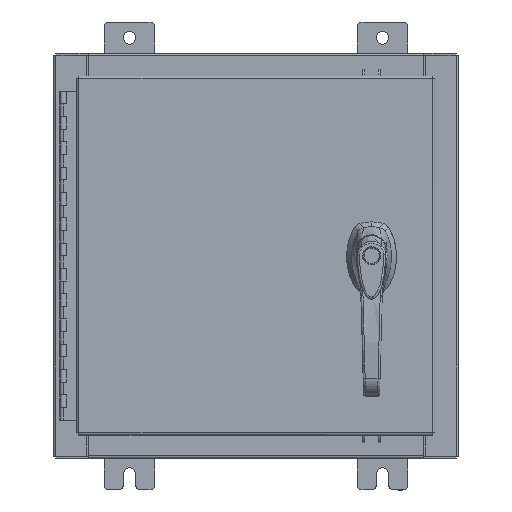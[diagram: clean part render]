
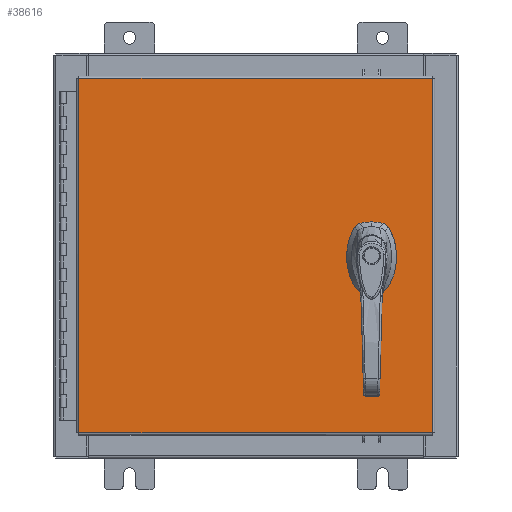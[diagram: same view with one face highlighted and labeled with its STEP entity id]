
A CAD part, top view. The second image highlights one B-rep face of the part: STEP entity #38616.
In plain terms, the highlighted planar face has unit normal (0, 0, 1).
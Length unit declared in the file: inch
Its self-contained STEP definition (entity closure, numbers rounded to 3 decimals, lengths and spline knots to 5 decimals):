
#580 = ORIENTED_EDGE ( 'NONE', *, *, #17473, .T. ) ;
#614 = AXIS2_PLACEMENT_3D ( 'NONE', #20654, #77809, #28884 ) ;
#838 = VECTOR ( 'NONE', #6116, 39.37008 ) ;
#1163 = CARTESIAN_POINT ( 'NONE',  ( 0., -0.403, 0. ) ) ;
#1180 = DIRECTION ( 'NONE',  ( 0., -1., 0. ) ) ;
#4004 = DIRECTION ( 'NONE',  ( 1., 0., 0. ) ) ;
#4180 = DIRECTION ( 'NONE',  ( -1., 0., 0. ) ) ;
#5208 = CARTESIAN_POINT ( 'NONE',  ( -6.9903, -7.0063, 0. ) ) ;
#6116 = DIRECTION ( 'NONE',  ( 0., -1., 0. ) ) ;
#6197 = CARTESIAN_POINT ( 'NONE',  ( -6.9903, -7.0063, 0. ) ) ;
#8260 = ORIENTED_EDGE ( 'NONE', *, *, #79788, .F. ) ;
#9207 = FACE_BOUND ( 'NONE', #59297, .T. ) ;
#11836 = ORIENTED_EDGE ( 'NONE', *, *, #62302, .T. ) ;
#12466 = ORIENTED_EDGE ( 'NONE', *, *, #68691, .T. ) ;
#13731 = CARTESIAN_POINT ( 'NONE',  ( 0., 0.403, 0. ) ) ;
#14932 = VERTEX_POINT ( 'NONE', #84666 ) ;
#16032 = ORIENTED_EDGE ( 'NONE', *, *, #78469, .F. ) ;
#16034 = LINE ( 'NONE', #36680, #35273 ) ;
#16108 = VERTEX_POINT ( 'NONE', #28296 ) ;
#16168 = AXIS2_PLACEMENT_3D ( 'NONE', #39342, #96481, #47504 ) ;
#16864 = EDGE_CURVE ( 'NONE', #65419, #83558, #48389, .T. ) ;
#17473 = EDGE_CURVE ( 'NONE', #14932, #20642, #44485, .T. ) ;
#18406 = ORIENTED_EDGE ( 'NONE', *, *, #80781, .F. ) ;
#18592 = CARTESIAN_POINT ( 'NONE',  ( 4.981, 0.20023, 0. ) ) ;
#19138 = AXIS2_PLACEMENT_3D ( 'NONE', #31052, #88205, #39295 ) ;
#19439 = EDGE_CURVE ( 'NONE', #71564, #16108, #85191, .T. ) ;
#20642 = VERTEX_POINT ( 'NONE', #87893 ) ;
#20654 = CARTESIAN_POINT ( 'NONE',  ( 4.578, 0., 0. ) ) ;
#21418 = CARTESIAN_POINT ( 'NONE',  ( 4.175, -0.20023, 0. ) ) ;
#22303 = VERTEX_POINT ( 'NONE', #28539 ) ;
#23020 = ORIENTED_EDGE ( 'NONE', *, *, #51445, .T. ) ;
#23371 = EDGE_CURVE ( 'NONE', #73160, #86363, #83698, .T. ) ;
#26386 = VERTEX_POINT ( 'NONE', #34103 ) ;
#26585 = VECTOR ( 'NONE', #63128, 39.37008 ) ;
#27445 = CIRCLE ( 'NONE', #19138, 0.45 ) ;
#28034 = CARTESIAN_POINT ( 'NONE',  ( 4.175, 0., 0. ) ) ;
#28296 = CARTESIAN_POINT ( 'NONE',  ( 4.37777, -0.403, 0. ) ) ;
#28539 = CARTESIAN_POINT ( 'NONE',  ( 4.37777, 0.403, 0. ) ) ;
#28884 = DIRECTION ( 'NONE',  ( 1., 0., 0. ) ) ;
#31052 = CARTESIAN_POINT ( 'NONE',  ( 4.578, 0., 0. ) ) ;
#32426 = CARTESIAN_POINT ( 'NONE',  ( 4.578, 0., 0. ) ) ;
#33553 = FACE_OUTER_BOUND ( 'NONE', #93378, .T. ) ;
#33780 = CARTESIAN_POINT ( 'NONE',  ( 4.981, 0., 0. ) ) ;
#34103 = CARTESIAN_POINT ( 'NONE',  ( -6.9903, 7.0063, 0. ) ) ;
#35273 = VECTOR ( 'NONE', #61337, 39.37008 ) ;
#36004 = VERTEX_POINT ( 'NONE', #6197 ) ;
#36015 = ORIENTED_EDGE ( 'NONE', *, *, #16864, .F. ) ;
#36200 = VERTEX_POINT ( 'NONE', #51386 ) ;
#36680 = CARTESIAN_POINT ( 'NONE',  ( 6.9903, 7.0063, 0. ) ) ;
#37813 = VECTOR ( 'NONE', #83040, 39.37008 ) ;
#38616 = ADVANCED_FACE ( 'NONE', ( #50112, #33553, #9207 ), #77446, .F. ) ;
#39295 = DIRECTION ( 'NONE',  ( 1., 0., 0. ) ) ;
#39342 = CARTESIAN_POINT ( 'NONE',  ( 4.578, -1.338, 0. ) ) ;
#40385 = LINE ( 'NONE', #1163, #37813 ) ;
#40635 = DIRECTION ( 'NONE',  ( 1., 0., 0. ) ) ;
#40826 = CARTESIAN_POINT ( 'NONE',  ( 4.7495, -1.338, 0. ) ) ;
#41711 = CARTESIAN_POINT ( 'NONE',  ( 4.4065, -1.338, 0. ) ) ;
#44327 = LINE ( 'NONE', #46849, #838 ) ;
#44485 = LINE ( 'NONE', #104675, #85398 ) ;
#44784 = VECTOR ( 'NONE', #68790, 39.37008 ) ;
#45018 = LINE ( 'NONE', #33780, #64244 ) ;
#46849 = CARTESIAN_POINT ( 'NONE',  ( -6.9903, 7.0063, 0. ) ) ;
#47077 = VECTOR ( 'NONE', #70920, 39.37008 ) ;
#47504 = DIRECTION ( 'NONE',  ( 1., 0., 0. ) ) ;
#47742 = DIRECTION ( 'NONE',  ( 0., 0., 1. ) ) ;
#48389 = CIRCLE ( 'NONE', #614, 0.45 ) ;
#49671 = AXIS2_PLACEMENT_3D ( 'NONE', #96719, #47742, #104911 ) ;
#50112 = FACE_BOUND ( 'NONE', #92150, .T. ) ;
#50609 = CARTESIAN_POINT ( 'NONE',  ( 4.77823, 0.403, 0. ) ) ;
#51386 = CARTESIAN_POINT ( 'NONE',  ( 4.175, 0.20023, 0. ) ) ;
#51445 = EDGE_CURVE ( 'NONE', #20642, #26386, #16034, .T. ) ;
#52679 = EDGE_CURVE ( 'NONE', #22303, #36200, #27445, .T. ) ;
#52970 = DIRECTION ( 'NONE',  ( 0., 0., 1. ) ) ;
#53149 = DIRECTION ( 'NONE',  ( 0., 0., -1. ) ) ;
#57861 = CIRCLE ( 'NONE', #49671, 0.45 ) ;
#59297 = EDGE_LOOP ( 'NONE', ( #11836, #36015, #85276, #100236, #18406, #105801, #87181, #16032 ) ) ;
#61337 = DIRECTION ( 'NONE',  ( -1., 0., 0. ) ) ;
#62302 = EDGE_CURVE ( 'NONE', #70029, #83558, #45018, .T. ) ;
#63128 = DIRECTION ( 'NONE',  ( 1., 0., 0. ) ) ;
#64244 = VECTOR ( 'NONE', #1180, 39.37008 ) ;
#65419 = VERTEX_POINT ( 'NONE', #103165 ) ;
#66129 = ORIENTED_EDGE ( 'NONE', *, *, #23371, .F. ) ;
#66796 = EDGE_CURVE ( 'NONE', #97695, #22303, #68859, .T. ) ;
#68691 = EDGE_CURVE ( 'NONE', #26386, #36004, #44327, .T. ) ;
#68790 = DIRECTION ( 'NONE',  ( 0., -1., 0. ) ) ;
#68859 = LINE ( 'NONE', #13731, #47077 ) ;
#70012 = CARTESIAN_POINT ( 'NONE',  ( 4.981, -0.20023, 0. ) ) ;
#70029 = VERTEX_POINT ( 'NONE', #18592 ) ;
#70920 = DIRECTION ( 'NONE',  ( -1., 0., 0. ) ) ;
#71564 = VERTEX_POINT ( 'NONE', #21418 ) ;
#72733 = EDGE_CURVE ( 'NONE', #16108, #65419, #40385, .T. ) ;
#73160 = VERTEX_POINT ( 'NONE', #41711 ) ;
#77446 = PLANE ( 'NONE',  #87817 ) ;
#77809 = DIRECTION ( 'NONE',  ( 0., 0., 1. ) ) ;
#78469 = EDGE_CURVE ( 'NONE', #70029, #97695, #57861, .T. ) ;
#79788 = EDGE_CURVE ( 'NONE', #86363, #73160, #88361, .T. ) ;
#80284 = AXIS2_PLACEMENT_3D ( 'NONE', #101917, #52970, #4004 ) ;
#80781 = EDGE_CURVE ( 'NONE', #36200, #71564, #88267, .T. ) ;
#83040 = DIRECTION ( 'NONE',  ( 1., 0., 0. ) ) ;
#83558 = VERTEX_POINT ( 'NONE', #70012 ) ;
#83698 = CIRCLE ( 'NONE', #80284, 0.1715 ) ;
#84666 = CARTESIAN_POINT ( 'NONE',  ( 6.9903, -7.0063, 0. ) ) ;
#85191 = CIRCLE ( 'NONE', #85621, 0.45 ) ;
#85276 = ORIENTED_EDGE ( 'NONE', *, *, #72733, .F. ) ;
#85398 = VECTOR ( 'NONE', #96469, 39.37008 ) ;
#85621 = AXIS2_PLACEMENT_3D ( 'NONE', #32426, #89544, #40635 ) ;
#85830 = ORIENTED_EDGE ( 'NONE', *, *, #101342, .T. ) ;
#86363 = VERTEX_POINT ( 'NONE', #40826 ) ;
#86651 = LINE ( 'NONE', #5208, #26585 ) ;
#87181 = ORIENTED_EDGE ( 'NONE', *, *, #66796, .F. ) ;
#87817 = AXIS2_PLACEMENT_3D ( 'NONE', #102083, #53149, #4180 ) ;
#87893 = CARTESIAN_POINT ( 'NONE',  ( 6.9903, 7.0063, 0. ) ) ;
#88205 = DIRECTION ( 'NONE',  ( 0., 0., 1. ) ) ;
#88267 = LINE ( 'NONE', #28034, #44784 ) ;
#88361 = CIRCLE ( 'NONE', #16168, 0.1715 ) ;
#89544 = DIRECTION ( 'NONE',  ( 0., 0., 1. ) ) ;
#92150 = EDGE_LOOP ( 'NONE', ( #8260, #66129 ) ) ;
#93378 = EDGE_LOOP ( 'NONE', ( #85830, #580, #23020, #12466 ) ) ;
#96469 = DIRECTION ( 'NONE',  ( 0., 1., 0. ) ) ;
#96481 = DIRECTION ( 'NONE',  ( 0., 0., 1. ) ) ;
#96719 = CARTESIAN_POINT ( 'NONE',  ( 4.578, 0., 0. ) ) ;
#97695 = VERTEX_POINT ( 'NONE', #50609 ) ;
#100236 = ORIENTED_EDGE ( 'NONE', *, *, #19439, .F. ) ;
#101342 = EDGE_CURVE ( 'NONE', #36004, #14932, #86651, .T. ) ;
#101917 = CARTESIAN_POINT ( 'NONE',  ( 4.578, -1.338, 0. ) ) ;
#102083 = CARTESIAN_POINT ( 'NONE',  ( 0., 0., 0. ) ) ;
#103165 = CARTESIAN_POINT ( 'NONE',  ( 4.77823, -0.403, 0. ) ) ;
#104675 = CARTESIAN_POINT ( 'NONE',  ( 6.9903, -7.0063, 0. ) ) ;
#104911 = DIRECTION ( 'NONE',  ( 1., 0., 0. ) ) ;
#105801 = ORIENTED_EDGE ( 'NONE', *, *, #52679, .F. ) ;
